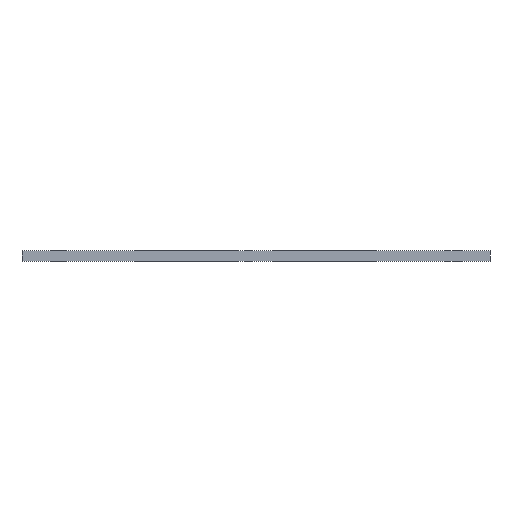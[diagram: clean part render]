
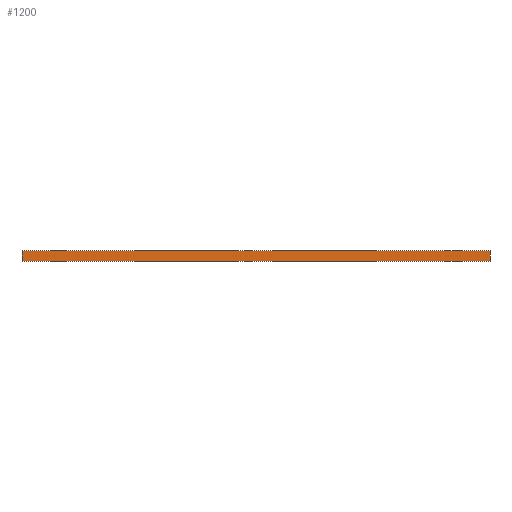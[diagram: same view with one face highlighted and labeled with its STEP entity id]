
A CAD part, front view. The second image highlights one B-rep face of the part: STEP entity #1200.
In plain terms, the highlighted planar face has unit normal (0, -1, 0).
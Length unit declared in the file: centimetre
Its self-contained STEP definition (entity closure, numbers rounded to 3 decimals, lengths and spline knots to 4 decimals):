
#91 = CARTESIAN_POINT ( 'NONE',  ( 3.2513, -0.8393, 0.15 ) ) ;
#106 = CARTESIAN_POINT ( 'NONE',  ( 3.2513, -0.8393, 0.15 ) ) ;
#115 = VERTEX_POINT ( 'NONE', #1065 ) ;
#142 = EDGE_LOOP ( 'NONE', ( #830, #861, #1161, #973 ) ) ;
#164 = LINE ( 'NONE', #1272, #586 ) ;
#239 = PLANE ( 'NONE',  #802 ) ;
#263 = LINE ( 'NONE', #91, #1587 ) ;
#274 = EDGE_CURVE ( 'NONE', #1038, #1572, #554, .T. ) ;
#280 = DIRECTION ( 'NONE',  ( -1., 0., 0. ) ) ;
#370 = DIRECTION ( 'NONE',  ( 0., 0., -1. ) ) ;
#418 = EDGE_CURVE ( 'NONE', #1102, #1038, #164, .T. ) ;
#554 = LINE ( 'NONE', #1049, #1150 ) ;
#558 = LINE ( 'NONE', #1077, #736 ) ;
#586 = VECTOR ( 'NONE', #280, 100. ) ;
#736 = VECTOR ( 'NONE', #1571, 100. ) ;
#802 = AXIS2_PLACEMENT_3D ( 'NONE', #1477, #1344, #370 ) ;
#830 = ORIENTED_EDGE ( 'NONE', *, *, #1013, .F. ) ;
#843 = EDGE_CURVE ( 'NONE', #1102, #115, #263, .T. ) ;
#861 = ORIENTED_EDGE ( 'NONE', *, *, #843, .F. ) ;
#951 = CARTESIAN_POINT ( 'NONE',  ( -3.1487, -0.8393, 0.15 ) ) ;
#973 = ORIENTED_EDGE ( 'NONE', *, *, #274, .T. ) ;
#994 = FACE_OUTER_BOUND ( 'NONE', #142, .T. ) ;
#1013 = EDGE_CURVE ( 'NONE', #115, #1572, #558, .T. ) ;
#1038 = VERTEX_POINT ( 'NONE', #951 ) ;
#1049 = CARTESIAN_POINT ( 'NONE',  ( -3.1487, -0.8393, 0.15 ) ) ;
#1065 = CARTESIAN_POINT ( 'NONE',  ( 3.2513, -0.8393, 0. ) ) ;
#1077 = CARTESIAN_POINT ( 'NONE',  ( 3.2513, -0.8393, 0. ) ) ;
#1102 = VERTEX_POINT ( 'NONE', #106 ) ;
#1150 = VECTOR ( 'NONE', #1540, 100. ) ;
#1161 = ORIENTED_EDGE ( 'NONE', *, *, #418, .T. ) ;
#1200 = ADVANCED_FACE ( 'NONE', ( #994 ), #239, .T. ) ;
#1239 = DIRECTION ( 'NONE',  ( 0., 0., -1. ) ) ;
#1272 = CARTESIAN_POINT ( 'NONE',  ( 3.2513, -0.8393, 0.15 ) ) ;
#1344 = DIRECTION ( 'NONE',  ( 0., -1., 0. ) ) ;
#1474 = CARTESIAN_POINT ( 'NONE',  ( -3.1487, -0.8393, 0. ) ) ;
#1477 = CARTESIAN_POINT ( 'NONE',  ( 3.2513, -0.8393, 0.15 ) ) ;
#1540 = DIRECTION ( 'NONE',  ( 0., 0., -1. ) ) ;
#1571 = DIRECTION ( 'NONE',  ( -1., 0., 0. ) ) ;
#1572 = VERTEX_POINT ( 'NONE', #1474 ) ;
#1587 = VECTOR ( 'NONE', #1239, 100. ) ;
